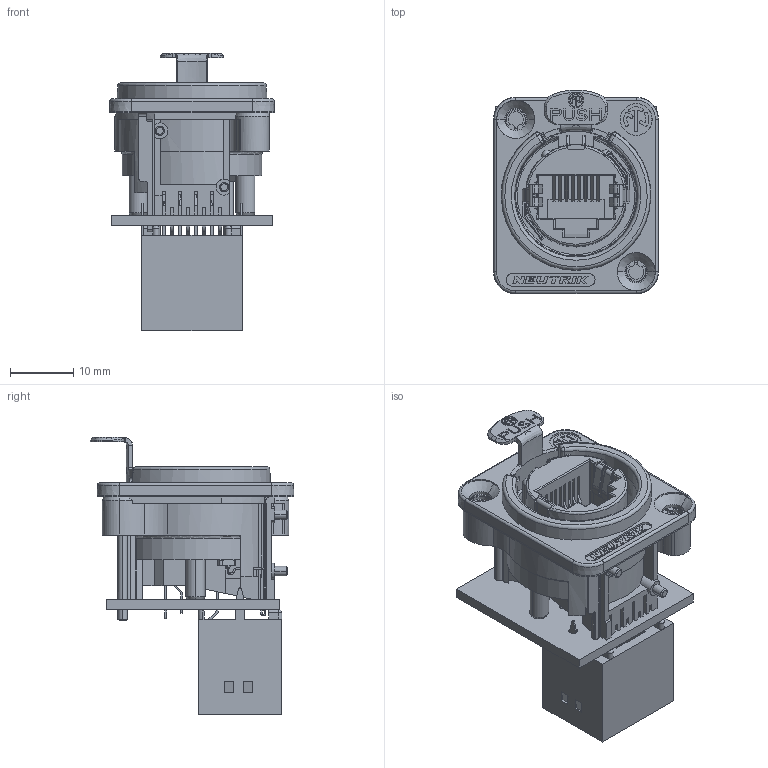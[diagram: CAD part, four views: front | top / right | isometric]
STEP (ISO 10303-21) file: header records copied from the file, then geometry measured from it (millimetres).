
FILE_DESCRIPTION((''),'2;1');
FILE_NAME('30010088','2022-11-14T11:32:32',('SYSTEM'),(''),'CREO PARAMETRIC BY PTC INC, 2021184','CREO PARAMETRIC BY PTC INC, 2021184','');
FILE_SCHEMA(('CONFIG_CONTROL_DESIGN'));
Products named in the file (1): 30010088
Bounding box: 26 x 32.1 x 43.68 mm (x, y, z)
Volume: 8500.5 mm3; surface area: 12370 mm2
Topology: 24 solids, 24 shells, 2474 faces, 6760 edges, 4253 vertices
Faces by surface type: plane 1772, cylinder 477, bspline 92, cone 81, torus 37, sphere 15
Entity records: 80969 total; most frequent: CARTESIAN_POINT 18316, ORIENTED_EDGE 13510, DIRECTION 12391, EDGE_CURVE 6755, VECTOR 5109, LINE 5109, VERTEX_POINT 4253, AXIS2_PLACEMENT_3D 3641
